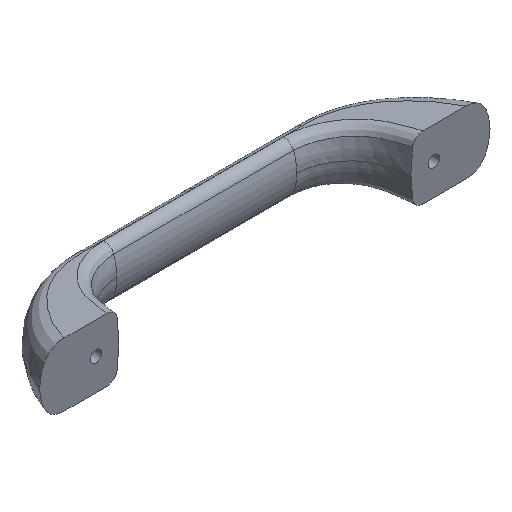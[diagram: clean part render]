
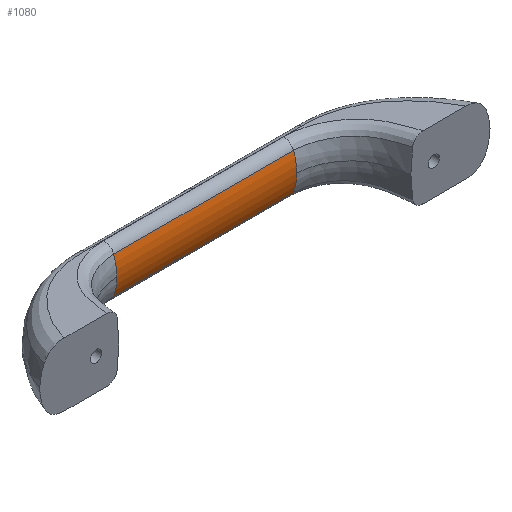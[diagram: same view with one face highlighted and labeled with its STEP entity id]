
A CAD part, isometric view. The second image highlights one B-rep face of the part: STEP entity #1080.
In plain terms, the highlighted cylindrical face has radius 15 mm (diameter 30 mm), a partial arc.
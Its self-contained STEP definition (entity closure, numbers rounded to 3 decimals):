
#10=CARTESIAN_POINT('',(0.,31.5,0.));
#20=DIRECTION('',(-1.,-0.,0.));
#30=DIRECTION('',(0.,0.,-1.));
#40=AXIS2_PLACEMENT_3D('',#10,#20,#30);
#50=CYLINDRICAL_SURFACE('',#40,15.);
#60=CARTESIAN_POINT('',(-25.569,18.811,8.));
#70=CARTESIAN_POINT('',(-25.569,18.211,
7.047));
#80=CARTESIAN_POINT('',(-25.569,17.719,
6.03));
#90=CARTESIAN_POINT('',(-25.569,17.098,
4.259));
#100=CARTESIAN_POINT('',(-25.569,16.903,
3.533));
#110=CARTESIAN_POINT('',(-25.569,16.693,
2.428));
#120=CARTESIAN_POINT('',(-25.569,16.637,
2.057));
#130=CARTESIAN_POINT('',(-25.569,16.468,
0.565));
#140=CARTESIAN_POINT('',(-25.569,16.468,
-0.565));
#150=CARTESIAN_POINT('',(-25.569,16.637,
-2.057));
#160=CARTESIAN_POINT('',(-25.569,16.693,
-2.428));
#170=CARTESIAN_POINT('',(-25.569,16.903,
-3.533));
#180=CARTESIAN_POINT('',(-25.569,17.098,
-4.259));
#190=CARTESIAN_POINT('',(-25.569,17.719,
-6.03));
#200=CARTESIAN_POINT('',(-25.569,18.211,
-7.047));
#210=CARTESIAN_POINT('',(-25.569,18.811,
-8.));
#220=B_SPLINE_CURVE_WITH_KNOTS('',3,(#60,#70,#80,#90,#100,#110,#120,#130
,#140,#150,#160,#170,#180,#190,#200,#210),.UNSPECIFIED.,.F.,.F.,(4,2,2,2
,2,2,2,4),(4.553,8.265,10.739,
11.977,15.689,16.926,19.401,
23.113),.UNSPECIFIED.);
#230=CARTESIAN_POINT('',(-25.569,17.425,
5.187));
#240=VERTEX_POINT('',#230);
#250=CARTESIAN_POINT('',(-25.569,16.5,0.));
#260=VERTEX_POINT('',#250);
#270=EDGE_CURVE('',#240,#260,#220,.T.);
#280=ORIENTED_EDGE('',*,*,#270,.T.);
#290=CARTESIAN_POINT('',(0.,17.425,5.187));
#300=DIRECTION('',(-1.,0.,0.));
#310=VECTOR('',#300,1.);
#320=LINE('',#290,#310);
#330=CARTESIAN_POINT('',(25.569,17.425,
5.187));
#340=VERTEX_POINT('',#330);
#350=EDGE_CURVE('',#340,#240,#320,.T.);
#360=ORIENTED_EDGE('',*,*,#350,.T.);
#370=CARTESIAN_POINT('',(25.569,18.811,8.));
#380=CARTESIAN_POINT('',(25.569,18.211,
7.047));
#390=CARTESIAN_POINT('',(25.569,17.719,
6.03));
#400=CARTESIAN_POINT('',(25.569,17.098,
4.259));
#410=CARTESIAN_POINT('',(25.569,16.903,
3.533));
#420=CARTESIAN_POINT('',(25.569,16.693,
2.428));
#430=CARTESIAN_POINT('',(25.569,16.637,
2.057));
#440=CARTESIAN_POINT('',(25.569,16.468,
0.565));
#450=CARTESIAN_POINT('',(25.569,16.468,
-0.565));
#460=CARTESIAN_POINT('',(25.569,16.637,
-2.057));
#470=CARTESIAN_POINT('',(25.569,16.693,
-2.428));
#480=CARTESIAN_POINT('',(25.569,16.903,
-3.533));
#490=CARTESIAN_POINT('',(25.569,17.098,
-4.259));
#500=CARTESIAN_POINT('',(25.569,17.719,
-6.03));
#510=CARTESIAN_POINT('',(25.569,18.211,
-7.047));
#520=CARTESIAN_POINT('',(25.569,18.811,
-8.));
#530=B_SPLINE_CURVE_WITH_KNOTS('',3,(#370,#380,#390,#400,#410,#420,#430,
#440,#450,#460,#470,#480,#490,#500,#510,#520),.UNSPECIFIED.,.F.,.F.,(4,2
,2,2,2,2,2,4),(4.553,8.265,10.739,
11.977,15.689,16.926,19.401,
23.113),.UNSPECIFIED.);
#540=CARTESIAN_POINT('',(25.569,16.5,0.));
#550=VERTEX_POINT('',#540);
#560=EDGE_CURVE('',#340,#550,#530,.T.);
#570=ORIENTED_EDGE('',*,*,#560,.F.);
#580=CARTESIAN_POINT('',(25.569,18.811,
-8.));
#590=CARTESIAN_POINT('',(25.569,18.211,
-7.047));
#600=CARTESIAN_POINT('',(25.569,17.719,
-6.03));
#610=CARTESIAN_POINT('',(25.569,17.098,
-4.259));
#620=CARTESIAN_POINT('',(25.569,16.903,
-3.533));
#630=CARTESIAN_POINT('',(25.569,16.693,
-2.428));
#640=CARTESIAN_POINT('',(25.569,16.637,
-2.057));
#650=CARTESIAN_POINT('',(25.569,16.468,
-0.565));
#660=CARTESIAN_POINT('',(25.569,16.468,
0.565));
#670=CARTESIAN_POINT('',(25.569,16.637,
2.057));
#680=CARTESIAN_POINT('',(25.569,16.693,
2.428));
#690=CARTESIAN_POINT('',(25.569,16.903,
3.533));
#700=CARTESIAN_POINT('',(25.569,17.098,
4.259));
#710=CARTESIAN_POINT('',(25.569,17.719,
6.03));
#720=CARTESIAN_POINT('',(25.569,18.211,
7.047));
#730=CARTESIAN_POINT('',(25.569,18.811,8.));
#740=B_SPLINE_CURVE_WITH_KNOTS('',3,(#580,#590,#600,#610,#620,#630,#640,
#650,#660,#670,#680,#690,#700,#710,#720,#730),.UNSPECIFIED.,.F.,.F.,(4,2
,2,2,2,2,2,4),(4.553,8.265,10.739,
11.977,15.689,16.926,19.401,
23.113),.UNSPECIFIED.);
#750=CARTESIAN_POINT('',(25.569,17.425,
-5.187));
#760=VERTEX_POINT('',#750);
#770=EDGE_CURVE('',#760,#550,#740,.T.);
#780=ORIENTED_EDGE('',*,*,#770,.T.);
#790=CARTESIAN_POINT('',(0.,17.425,-5.187));
#800=DIRECTION('',(-1.,-0.,0.));
#810=VECTOR('',#800,1.);
#820=LINE('',#790,#810);
#830=CARTESIAN_POINT('',(-25.569,17.425,
-5.187));
#840=VERTEX_POINT('',#830);
#850=EDGE_CURVE('',#760,#840,#820,.T.);
#860=ORIENTED_EDGE('',*,*,#850,.F.);
#870=CARTESIAN_POINT('',(-25.569,18.811,
-8.));
#880=CARTESIAN_POINT('',(-25.569,18.211,
-7.047));
#890=CARTESIAN_POINT('',(-25.569,17.719,
-6.03));
#900=CARTESIAN_POINT('',(-25.569,17.098,
-4.259));
#910=CARTESIAN_POINT('',(-25.569,16.903,
-3.533));
#920=CARTESIAN_POINT('',(-25.569,16.693,
-2.428));
#930=CARTESIAN_POINT('',(-25.569,16.637,
-2.057));
#940=CARTESIAN_POINT('',(-25.569,16.468,
-0.565));
#950=CARTESIAN_POINT('',(-25.569,16.468,
0.565));
#960=CARTESIAN_POINT('',(-25.569,16.637,
2.057));
#970=CARTESIAN_POINT('',(-25.569,16.693,
2.428));
#980=CARTESIAN_POINT('',(-25.569,16.903,
3.533));
#990=CARTESIAN_POINT('',(-25.569,17.098,
4.259));
#1000=CARTESIAN_POINT('',(-25.569,17.719,
6.03));
#1010=CARTESIAN_POINT('',(-25.569,18.211,
7.047));
#1020=CARTESIAN_POINT('',(-25.569,18.811,8.));
#1030=B_SPLINE_CURVE_WITH_KNOTS('',3,(#870,#880,#890,#900,#910,#920,#930
,#940,#950,#960,#970,#980,#990,#1000,#1010,#1020),.UNSPECIFIED.,.F.,.F.,
(4,2,2,2,2,2,2,4),(4.553,8.265,10.739,
11.977,15.689,16.926,19.401,
23.113),.UNSPECIFIED.);
#1040=EDGE_CURVE('',#840,#260,#1030,.T.);
#1050=ORIENTED_EDGE('',*,*,#1040,.F.);
#1060=EDGE_LOOP('',(#1050,#860,#780,#570,#360,#280));
#1070=FACE_OUTER_BOUND('',#1060,.T.);
#1080=ADVANCED_FACE('',(#1070),#50,.T.);
